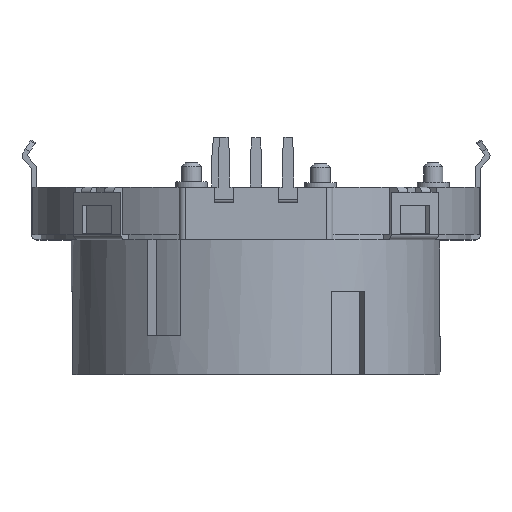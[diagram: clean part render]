
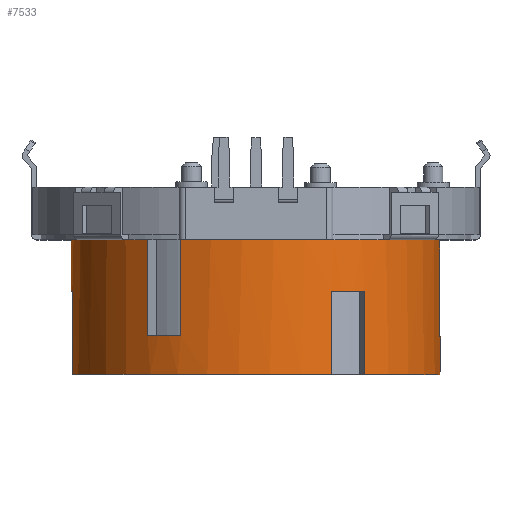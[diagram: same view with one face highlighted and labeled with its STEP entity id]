
A CAD part, top view. The second image highlights one B-rep face of the part: STEP entity #7533.
In plain terms, the highlighted cylindrical face has radius 14.4 mm (diameter 28.8 mm), a full revolution.
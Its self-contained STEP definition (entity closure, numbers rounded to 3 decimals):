
#26=CYLINDRICAL_SURFACE('',#7972,14.4);
#128=FACE_OUTER_BOUND('',#531,.T.);
#531=EDGE_LOOP('',(#4958,#4959,#4960,#4961,#4962,#4963,#4964,#4965,#4966,
#4967,#4968,#4969,#4970,#4971,#4972,#4973,#4974,#4975,#4976,#4977,#4978,
#4979,#4980,#4981,#4982,#4983,#4984,#4985));
#976=LINE('',#10842,#1905);
#977=LINE('',#10846,#1906);
#978=LINE('',#10850,#1907);
#979=LINE('',#10853,#1908);
#980=LINE('',#10855,#1909);
#981=LINE('',#10858,#1910);
#982=LINE('',#10860,#1911);
#983=LINE('',#10863,#1912);
#984=LINE('',#10865,#1913);
#985=LINE('',#10868,#1914);
#986=LINE('',#10872,#1915);
#987=LINE('',#10876,#1916);
#988=LINE('',#10879,#1917);
#1905=VECTOR('',#8644,6.5);
#1906=VECTOR('',#8647,6.5);
#1907=VECTOR('',#8650,6.5);
#1908=VECTOR('',#8653,14.4);
#1909=VECTOR('',#8654,7.5);
#1910=VECTOR('',#8657,7.5);
#1911=VECTOR('',#8658,7.5);
#1912=VECTOR('',#8661,7.5);
#1913=VECTOR('',#8662,7.5);
#1914=VECTOR('',#8665,7.5);
#1915=VECTOR('',#8668,6.5);
#1916=VECTOR('',#8671,6.5);
#1917=VECTOR('',#8674,6.5);
#2822=CIRCLE('',#7965,14.4);
#2824=CIRCLE('',#7967,14.4);
#2826=CIRCLE('',#7969,14.4);
#2827=CIRCLE('',#7970,14.4);
#2829=CIRCLE('',#7973,14.4);
#2830=CIRCLE('',#7974,14.4);
#2831=CIRCLE('',#7975,14.4);
#2832=CIRCLE('',#7976,14.4);
#2833=CIRCLE('',#7977,14.4);
#2834=CIRCLE('',#7978,14.4);
#2835=CIRCLE('',#7979,14.4);
#2836=CIRCLE('',#7980,14.4);
#2837=CIRCLE('',#7981,14.4);
#2838=CIRCLE('',#7982,14.4);
#3066=VERTEX_POINT('',#10823);
#3067=VERTEX_POINT('',#10824);
#3068=VERTEX_POINT('',#10826);
#3069=VERTEX_POINT('',#10828);
#3070=VERTEX_POINT('',#10830);
#3071=VERTEX_POINT('',#10832);
#3072=VERTEX_POINT('',#10834);
#3073=VERTEX_POINT('',#10838);
#3074=VERTEX_POINT('',#10839);
#3075=VERTEX_POINT('',#10841);
#3076=VERTEX_POINT('',#10843);
#3077=VERTEX_POINT('',#10845);
#3078=VERTEX_POINT('',#10847);
#3079=VERTEX_POINT('',#10849);
#3080=VERTEX_POINT('',#10851);
#3081=VERTEX_POINT('',#10854);
#3082=VERTEX_POINT('',#10856);
#3083=VERTEX_POINT('',#10859);
#3084=VERTEX_POINT('',#10861);
#3085=VERTEX_POINT('',#10864);
#3086=VERTEX_POINT('',#10866);
#3087=VERTEX_POINT('',#10869);
#3088=VERTEX_POINT('',#10871);
#3089=VERTEX_POINT('',#10873);
#3090=VERTEX_POINT('',#10875);
#3091=VERTEX_POINT('',#10877);
#3802=EDGE_CURVE('',#3066,#3067,#2822,.T.);
#3804=EDGE_CURVE('',#3069,#3068,#2824,.T.);
#3806=EDGE_CURVE('',#3071,#3070,#2826,.T.);
#3807=EDGE_CURVE('',#3072,#3071,#2827,.T.);
#3809=EDGE_CURVE('',#3073,#3074,#2829,.T.);
#3810=EDGE_CURVE('',#3075,#3073,#976,.T.);
#3811=EDGE_CURVE('',#3076,#3075,#2830,.T.);
#3812=EDGE_CURVE('',#3076,#3077,#977,.T.);
#3813=EDGE_CURVE('',#3078,#3077,#2831,.T.);
#3814=EDGE_CURVE('',#3079,#3078,#978,.T.);
#3815=EDGE_CURVE('',#3080,#3079,#2832,.T.);
#3816=EDGE_CURVE('',#3080,#3071,#979,.T.);
#3817=EDGE_CURVE('',#3070,#3081,#980,.T.);
#3818=EDGE_CURVE('',#3082,#3081,#2833,.T.);
#3819=EDGE_CURVE('',#3069,#3082,#981,.T.);
#3820=EDGE_CURVE('',#3068,#3083,#982,.T.);
#3821=EDGE_CURVE('',#3083,#3084,#2834,.T.);
#3822=EDGE_CURVE('',#3066,#3084,#983,.T.);
#3823=EDGE_CURVE('',#3067,#3085,#984,.T.);
#3824=EDGE_CURVE('',#3086,#3085,#2835,.T.);
#3825=EDGE_CURVE('',#3072,#3086,#985,.T.);
#3826=EDGE_CURVE('',#3087,#3080,#2836,.T.);
#3827=EDGE_CURVE('',#3087,#3088,#986,.T.);
#3828=EDGE_CURVE('',#3089,#3088,#2837,.T.);
#3829=EDGE_CURVE('',#3090,#3089,#987,.T.);
#3830=EDGE_CURVE('',#3091,#3090,#2838,.T.);
#3831=EDGE_CURVE('',#3091,#3074,#988,.T.);
#4958=ORIENTED_EDGE('',*,*,#3809,.F.);
#4959=ORIENTED_EDGE('',*,*,#3810,.F.);
#4960=ORIENTED_EDGE('',*,*,#3811,.F.);
#4961=ORIENTED_EDGE('',*,*,#3812,.T.);
#4962=ORIENTED_EDGE('',*,*,#3813,.F.);
#4963=ORIENTED_EDGE('',*,*,#3814,.F.);
#4964=ORIENTED_EDGE('',*,*,#3815,.F.);
#4965=ORIENTED_EDGE('',*,*,#3816,.T.);
#4966=ORIENTED_EDGE('',*,*,#3806,.T.);
#4967=ORIENTED_EDGE('',*,*,#3817,.T.);
#4968=ORIENTED_EDGE('',*,*,#3818,.F.);
#4969=ORIENTED_EDGE('',*,*,#3819,.F.);
#4970=ORIENTED_EDGE('',*,*,#3804,.T.);
#4971=ORIENTED_EDGE('',*,*,#3820,.T.);
#4972=ORIENTED_EDGE('',*,*,#3821,.T.);
#4973=ORIENTED_EDGE('',*,*,#3822,.F.);
#4974=ORIENTED_EDGE('',*,*,#3802,.T.);
#4975=ORIENTED_EDGE('',*,*,#3823,.T.);
#4976=ORIENTED_EDGE('',*,*,#3824,.F.);
#4977=ORIENTED_EDGE('',*,*,#3825,.F.);
#4978=ORIENTED_EDGE('',*,*,#3807,.T.);
#4979=ORIENTED_EDGE('',*,*,#3816,.F.);
#4980=ORIENTED_EDGE('',*,*,#3826,.F.);
#4981=ORIENTED_EDGE('',*,*,#3827,.T.);
#4982=ORIENTED_EDGE('',*,*,#3828,.F.);
#4983=ORIENTED_EDGE('',*,*,#3829,.F.);
#4984=ORIENTED_EDGE('',*,*,#3830,.F.);
#4985=ORIENTED_EDGE('',*,*,#3831,.T.);
#7533=ADVANCED_FACE('',(#128),#26,.T.);
#7965=AXIS2_PLACEMENT_3D('',#10825,#8626,#8627);
#7967=AXIS2_PLACEMENT_3D('',#10829,#8630,#8631);
#7969=AXIS2_PLACEMENT_3D('',#10833,#8634,#8635);
#7970=AXIS2_PLACEMENT_3D('',#10835,#8636,#8637);
#7972=AXIS2_PLACEMENT_3D('',#10837,#8640,#8641);
#7973=AXIS2_PLACEMENT_3D('',#10840,#8642,#8643);
#7974=AXIS2_PLACEMENT_3D('',#10844,#8645,#8646);
#7975=AXIS2_PLACEMENT_3D('',#10848,#8648,#8649);
#7976=AXIS2_PLACEMENT_3D('',#10852,#8651,#8652);
#7977=AXIS2_PLACEMENT_3D('',#10857,#8655,#8656);
#7978=AXIS2_PLACEMENT_3D('',#10862,#8659,#8660);
#7979=AXIS2_PLACEMENT_3D('',#10867,#8663,#8664);
#7980=AXIS2_PLACEMENT_3D('',#10870,#8666,#8667);
#7981=AXIS2_PLACEMENT_3D('',#10874,#8669,#8670);
#7982=AXIS2_PLACEMENT_3D('',#10878,#8672,#8673);
#8626=DIRECTION('center_axis',(0.,-1.,0.));
#8627=DIRECTION('ref_axis',(0.995,0.,0.104));
#8630=DIRECTION('center_axis',(0.,-1.,0.));
#8631=DIRECTION('ref_axis',(-0.407,0.,-0.913));
#8634=DIRECTION('center_axis',(0.,-1.,0.));
#8635=DIRECTION('ref_axis',(-0.587,0.,0.809));
#8636=DIRECTION('center_axis',(0.,-1.,0.));
#8637=DIRECTION('ref_axis',(-0.587,0.,0.809));
#8640=DIRECTION('center_axis',(0.,-1.,0.));
#8641=DIRECTION('ref_axis',(1.,0.,0.));
#8642=DIRECTION('center_axis',(0.,-1.,0.));
#8643=DIRECTION('ref_axis',(0.587,0.,-0.809));
#8644=DIRECTION('',(0.,-1.,0.));
#8645=DIRECTION('center_axis',(0.,-1.,0.));
#8646=DIRECTION('ref_axis',(0.407,0.,-0.913));
#8647=DIRECTION('',(0.,-1.,0.));
#8648=DIRECTION('center_axis',(0.,-1.,0.));
#8649=DIRECTION('ref_axis',(-0.995,0.,-0.104));
#8650=DIRECTION('',(0.,-1.,0.));
#8651=DIRECTION('center_axis',(0.,-1.,0.));
#8652=DIRECTION('ref_axis',(-0.995,0.,0.104));
#8653=DIRECTION('',(0.,1.,0.));
#8654=DIRECTION('',(0.,-1.,0.));
#8655=DIRECTION('center_axis',(0.,1.,0.));
#8656=DIRECTION('ref_axis',(-0.407,0.,-0.913));
#8657=DIRECTION('',(0.,-1.,0.));
#8658=DIRECTION('',(0.,-1.,0.));
#8659=DIRECTION('center_axis',(0.,-1.,0.));
#8660=DIRECTION('ref_axis',(1.,0.,0.));
#8661=DIRECTION('',(0.,-1.,0.));
#8662=DIRECTION('',(0.,-1.,0.));
#8663=DIRECTION('center_axis',(0.,1.,0.));
#8664=DIRECTION('ref_axis',(-0.587,0.,0.809));
#8665=DIRECTION('',(0.,-1.,0.));
#8666=DIRECTION('center_axis',(0.,-1.,0.));
#8667=DIRECTION('ref_axis',(-0.995,0.,0.104));
#8668=DIRECTION('',(0.,-1.,0.));
#8669=DIRECTION('center_axis',(0.,-1.,0.));
#8670=DIRECTION('ref_axis',(0.407,0.,0.913));
#8671=DIRECTION('',(0.,-1.,0.));
#8672=DIRECTION('center_axis',(0.,-1.,0.));
#8673=DIRECTION('ref_axis',(0.587,0.,0.809));
#8674=DIRECTION('',(0.,-1.,0.));
#10823=CARTESIAN_POINT('',(14.322,0.,1.5));
#10824=CARTESIAN_POINT('',(-5.862,0.,13.153));
#10825=CARTESIAN_POINT('Origin',(0.,0.,0.));
#10826=CARTESIAN_POINT('',(14.322,0.,-1.5));
#10828=CARTESIAN_POINT('',(-5.862,0.,-13.153));
#10829=CARTESIAN_POINT('Origin',(0.,0.,0.));
#10830=CARTESIAN_POINT('',(-8.46,0.,-11.653));
#10832=CARTESIAN_POINT('',(-14.4,0.,0.));
#10833=CARTESIAN_POINT('Origin',(0.,0.,0.));
#10834=CARTESIAN_POINT('',(-8.46,0.,11.653));
#10835=CARTESIAN_POINT('Origin',(0.,0.,0.));
#10837=CARTESIAN_POINT('Origin',(0.,0.,0.));
#10838=CARTESIAN_POINT('',(8.46,-10.5,-11.653));
#10839=CARTESIAN_POINT('',(8.46,-10.5,11.653));
#10840=CARTESIAN_POINT('Origin',(0.,-10.5,0.));
#10841=CARTESIAN_POINT('',(8.46,-4.,-11.653));
#10842=CARTESIAN_POINT('',(8.46,-4.,-11.653));
#10843=CARTESIAN_POINT('',(5.862,-4.,-13.153));
#10844=CARTESIAN_POINT('Origin',(0.,-4.,0.));
#10845=CARTESIAN_POINT('',(5.862,-10.5,-13.153));
#10846=CARTESIAN_POINT('',(5.862,-4.,-13.153));
#10847=CARTESIAN_POINT('',(-14.322,-10.5,-1.5));
#10848=CARTESIAN_POINT('Origin',(0.,-10.5,0.));
#10849=CARTESIAN_POINT('',(-14.322,-4.,-1.5));
#10850=CARTESIAN_POINT('',(-14.322,-4.,-1.5));
#10851=CARTESIAN_POINT('',(-14.4,-4.,0.));
#10852=CARTESIAN_POINT('Origin',(0.,-4.,0.));
#10853=CARTESIAN_POINT('',(-14.4,0.,0.));
#10854=CARTESIAN_POINT('',(-8.46,-7.5,-11.653));
#10855=CARTESIAN_POINT('',(-8.46,0.,-11.653));
#10856=CARTESIAN_POINT('',(-5.862,-7.5,-13.153));
#10857=CARTESIAN_POINT('Origin',(0.,-7.5,0.));
#10858=CARTESIAN_POINT('',(-5.862,0.,-13.153));
#10859=CARTESIAN_POINT('',(14.322,-7.5,-1.5));
#10860=CARTESIAN_POINT('',(14.322,0.,-1.5));
#10861=CARTESIAN_POINT('',(14.322,-7.5,1.5));
#10862=CARTESIAN_POINT('Origin',(0.,-7.5,0.));
#10863=CARTESIAN_POINT('',(14.322,0.,1.5));
#10864=CARTESIAN_POINT('',(-5.862,-7.5,13.153));
#10865=CARTESIAN_POINT('',(-5.862,0.,13.153));
#10866=CARTESIAN_POINT('',(-8.46,-7.5,11.653));
#10867=CARTESIAN_POINT('Origin',(0.,-7.5,0.));
#10868=CARTESIAN_POINT('',(-8.46,0.,11.653));
#10869=CARTESIAN_POINT('',(-14.322,-4.,1.5));
#10870=CARTESIAN_POINT('Origin',(0.,-4.,0.));
#10871=CARTESIAN_POINT('',(-14.322,-10.5,1.5));
#10872=CARTESIAN_POINT('',(-14.322,-4.,1.5));
#10873=CARTESIAN_POINT('',(5.862,-10.5,13.153));
#10874=CARTESIAN_POINT('Origin',(0.,-10.5,0.));
#10875=CARTESIAN_POINT('',(5.862,-4.,13.153));
#10876=CARTESIAN_POINT('',(5.862,-4.,13.153));
#10877=CARTESIAN_POINT('',(8.46,-4.,11.653));
#10878=CARTESIAN_POINT('Origin',(0.,-4.,0.));
#10879=CARTESIAN_POINT('',(8.46,-4.,11.653));
